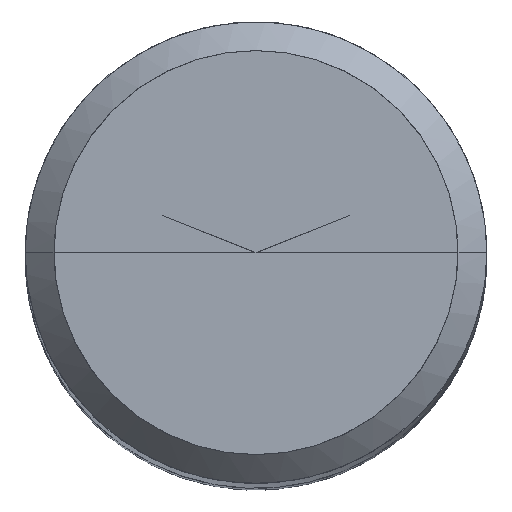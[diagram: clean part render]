
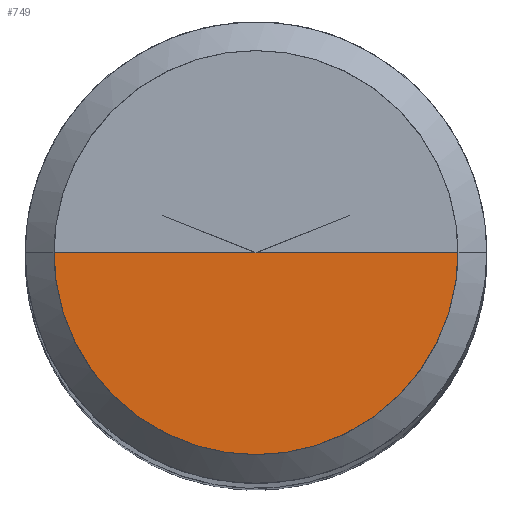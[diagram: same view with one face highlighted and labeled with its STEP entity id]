
A CAD part, top view. The second image highlights one B-rep face of the part: STEP entity #749.
In plain terms, the highlighted free-form (B-spline) face has degree [1, 2] with [2, 5] control points.
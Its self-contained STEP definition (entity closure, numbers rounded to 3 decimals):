
#438=CARTESIAN_POINT('',(3.5,0.0,44.0));
#442=CARTESIAN_POINT('',(-3.5,0.0,44.0));
#443=CARTESIAN_POINT('',(0.0,0.0,44.0));
#450=CARTESIAN_POINT('',(-3.5,-3.5,44.0));
#451=CARTESIAN_POINT('',(0.0,-3.5,44.0));
#452=CARTESIAN_POINT('',(3.5,-3.5,44.0));
#734=(
BOUNDED_SURFACE()
B_SPLINE_SURFACE(1,2,(
(#442,#450,#451,#452,#438),
(#443,#443,#443,#443,#443)
), .UNSPECIFIED.,.F.,.F.,.F.)
B_SPLINE_SURFACE_WITH_KNOTS((2,2),(3,2,3),(
0.0,1.0),(
0.0,0.5,1.0), .UNSPECIFIED.)
GEOMETRIC_REPRESENTATION_ITEM()
RATIONAL_B_SPLINE_SURFACE(((1.0,0.707,1.0,0.707,1.0),
(1.0,0.707,1.0,0.707,1.0)
))
REPRESENTATION_ITEM('')
SURFACE()
);
#735=(
BOUNDED_CURVE()
B_SPLINE_CURVE(2,(#438,#452,#451,#450,#442),.UNSPECIFIED.,.F.,.F.)
B_SPLINE_CURVE_WITH_KNOTS((3,2,3),
(0.0,0.5,1.0),.UNSPECIFIED.)
CURVE()
GEOMETRIC_REPRESENTATION_ITEM()
RATIONAL_B_SPLINE_CURVE((1.0,0.707,1.0,0.707,1.0))
REPRESENTATION_ITEM('')
);
#736=(
BOUNDED_CURVE()
B_SPLINE_CURVE(1,(#442,#443),.UNSPECIFIED.,.F.,.F.)
B_SPLINE_CURVE_WITH_KNOTS((2,2),
(0.0,1.0),.UNSPECIFIED.)
CURVE()
GEOMETRIC_REPRESENTATION_ITEM()
RATIONAL_B_SPLINE_CURVE((1.0,1.0))
REPRESENTATION_ITEM('')
);
#737=(
BOUNDED_CURVE()
B_SPLINE_CURVE(1,(#443,#438),.UNSPECIFIED.,.F.,.F.)
B_SPLINE_CURVE_WITH_KNOTS((2,2),
(0.0,1.0),.UNSPECIFIED.)
CURVE()
GEOMETRIC_REPRESENTATION_ITEM()
RATIONAL_B_SPLINE_CURVE((1.0,1.0))
REPRESENTATION_ITEM('')
);
#738=VERTEX_POINT('',#438);
#739=VERTEX_POINT('',#442);
#740=VERTEX_POINT('',#443);
#741=EDGE_CURVE('',#738,#739,#735,.T.);
#742=EDGE_CURVE('',#739,#740,#736,.T.);
#743=EDGE_CURVE('',#740,#738,#737,.T.);
#744=ORIENTED_EDGE('',*,*,#741,.T.);
#745=ORIENTED_EDGE('',*,*,#742,.T.);
#746=ORIENTED_EDGE('',*,*,#743,.T.);
#747=EDGE_LOOP('',(#744,#745,#746));
#748=FACE_OUTER_BOUND('',#747,.T.);
#749=ADVANCED_FACE('',(#748),#734,.T.);
